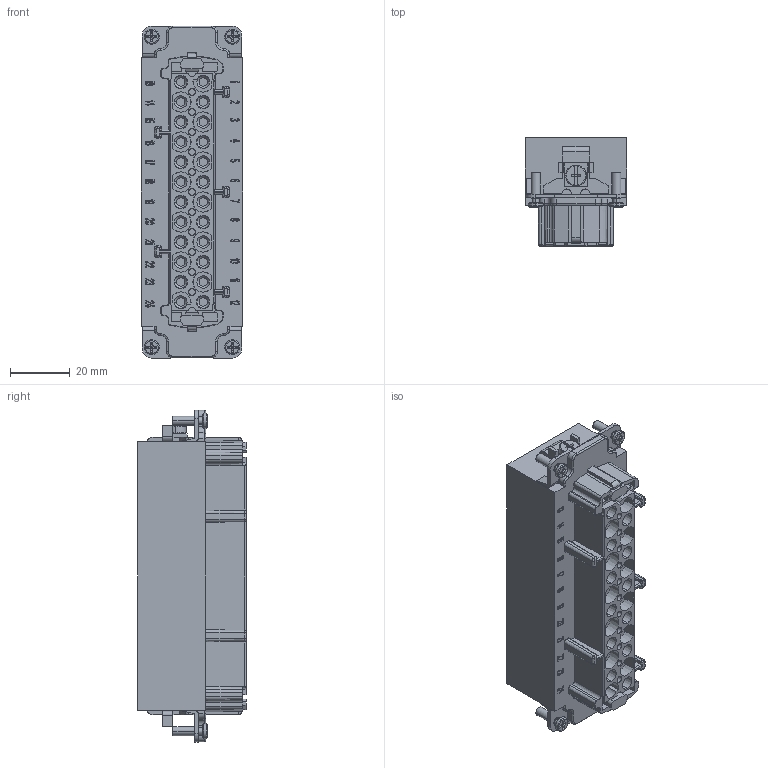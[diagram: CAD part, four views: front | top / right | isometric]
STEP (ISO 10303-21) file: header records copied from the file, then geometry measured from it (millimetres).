
FILE_DESCRIPTION((''),'2;1');
FILE_NAME('HE024FSW','2017-07-20T',('tl.yang'),(''),'PRO/ENGINEER BY PARAMETRIC TECHNOLOGY CORPORATION, 2011500','PRO/ENGINEER BY PARAMETRIC TECHNOLOGY CORPORATION, 2011500','');
FILE_SCHEMA(('CONFIG_CONTROL_DESIGN'));
Products named in the file (1): HE024FSW
Bounding box: 34 x 36.25 x 111.2 mm (x, y, z)
Volume: 82100.2 mm3; surface area: 28946.4 mm2
Topology: 1 solids, 2 shells, 3454 faces, 9423 edges, 6210 vertices
Faces by surface type: plane 2909, cylinder 298, cone 186, bspline 40, torus 21
Entity records: 108899 total; most frequent: CARTESIAN_POINT 20766, ORIENTED_EDGE 18846, DIRECTION 17100, EDGE_CURVE 9423, VECTOR 8390, LINE 8390, VERTEX_POINT 6210, AXIS2_PLACEMENT_3D 4355
